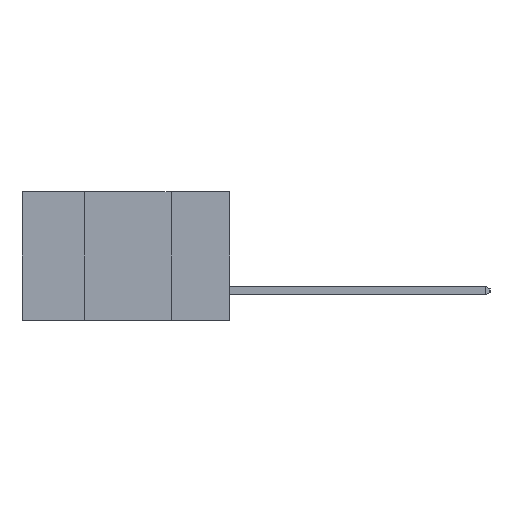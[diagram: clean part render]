
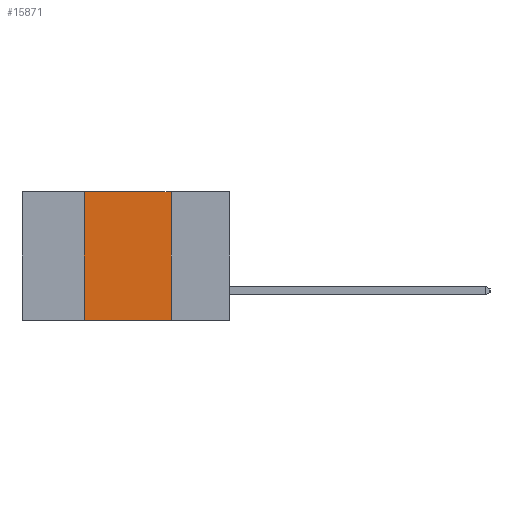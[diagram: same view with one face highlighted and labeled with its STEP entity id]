
A CAD part, left-side view. The second image highlights one B-rep face of the part: STEP entity #15871.
In plain terms, the highlighted planar face has unit normal (-1, 0, 0).
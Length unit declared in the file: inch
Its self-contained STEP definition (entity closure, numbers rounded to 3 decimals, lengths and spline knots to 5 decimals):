
#1647 = VERTEX_POINT ( 'NONE', #11067 ) ;
#1873 = VERTEX_POINT ( 'NONE', #5368 ) ;
#2186 = CARTESIAN_POINT ( 'NONE',  ( 0., 0.17, 0. ) ) ;
#2262 = DIRECTION ( 'NONE',  ( 1., 0., 0. ) ) ;
#2533 = CARTESIAN_POINT ( 'NONE',  ( 0., 0.42, 0. ) ) ;
#2865 = EDGE_CURVE ( 'NONE', #13446, #4931, #9625, .T. ) ;
#3495 = ORIENTED_EDGE ( 'NONE', *, *, #10548, .F. ) ;
#4771 = LINE ( 'NONE', #7837, #11692 ) ;
#4876 = EDGE_CURVE ( 'NONE', #1873, #1647, #8822, .T. ) ;
#4931 = VERTEX_POINT ( 'NONE', #2533 ) ;
#5368 = CARTESIAN_POINT ( 'NONE',  ( 0., 0.17, 0. ) ) ;
#6150 = AXIS2_PLACEMENT_3D ( 'NONE', #11121, #2262, #12621 ) ;
#6421 = DIRECTION ( 'NONE',  ( 0., -1., 0. ) ) ;
#6510 = ORIENTED_EDGE ( 'NONE', *, *, #4876, .F. ) ;
#7837 = CARTESIAN_POINT ( 'NONE',  ( 0., 0.6, 0. ) ) ;
#8425 = EDGE_LOOP ( 'NONE', ( #6510, #3495, #9077, #15330 ) ) ;
#8770 = CARTESIAN_POINT ( 'NONE',  ( 0., 0.42, -0.37 ) ) ;
#8822 = LINE ( 'NONE', #2186, #16213 ) ;
#9077 = ORIENTED_EDGE ( 'NONE', *, *, #2865, .F. ) ;
#9200 = EDGE_CURVE ( 'NONE', #13446, #1647, #19010, .T. ) ;
#9625 = LINE ( 'NONE', #14194, #17478 ) ;
#10035 = DIRECTION ( 'NONE',  ( 0., -1., 0. ) ) ;
#10548 = EDGE_CURVE ( 'NONE', #4931, #1873, #4771, .T. ) ;
#11067 = CARTESIAN_POINT ( 'NONE',  ( 0., 0.17, -0.37 ) ) ;
#11121 = CARTESIAN_POINT ( 'NONE',  ( 0., 0.6, 0. ) ) ;
#11467 = CARTESIAN_POINT ( 'NONE',  ( 0., 0.6, -0.37 ) ) ;
#11692 = VECTOR ( 'NONE', #6421, 39.37008 ) ;
#12621 = DIRECTION ( 'NONE',  ( 0., 0., -1. ) ) ;
#13446 = VERTEX_POINT ( 'NONE', #8770 ) ;
#13667 = FACE_OUTER_BOUND ( 'NONE', #8425, .T. ) ;
#14194 = CARTESIAN_POINT ( 'NONE',  ( 0., 0.42, 0. ) ) ;
#14718 = VECTOR ( 'NONE', #10035, 39.37008 ) ;
#15330 = ORIENTED_EDGE ( 'NONE', *, *, #9200, .T. ) ;
#15724 = DIRECTION ( 'NONE',  ( 0., 0., 1. ) ) ;
#15871 = ADVANCED_FACE ( 'NONE', ( #13667 ), #18422, .F. ) ;
#16213 = VECTOR ( 'NONE', #17292, 39.37008 ) ;
#17292 = DIRECTION ( 'NONE',  ( 0., 0., -1. ) ) ;
#17478 = VECTOR ( 'NONE', #15724, 39.37008 ) ;
#18422 = PLANE ( 'NONE',  #6150 ) ;
#19010 = LINE ( 'NONE', #11467, #14718 ) ;
